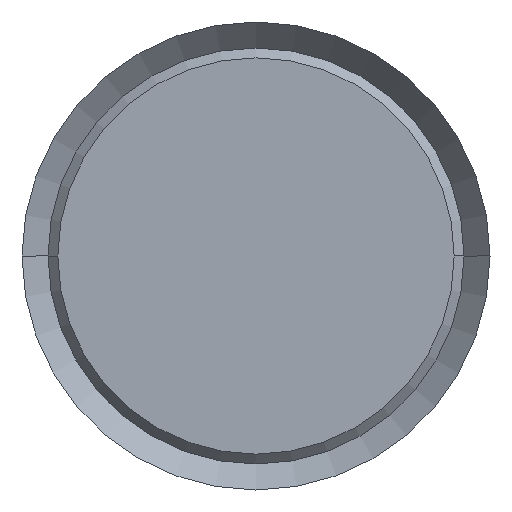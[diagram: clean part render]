
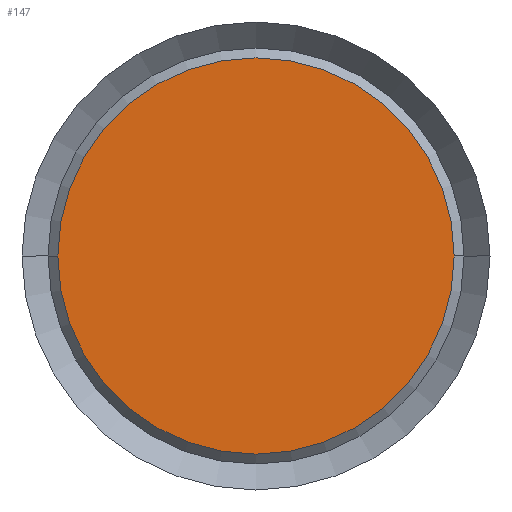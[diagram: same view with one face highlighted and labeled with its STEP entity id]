
A CAD part, left-side view. The second image highlights one B-rep face of the part: STEP entity #147.
In plain terms, the highlighted planar face has unit normal (-1, 0, 0).
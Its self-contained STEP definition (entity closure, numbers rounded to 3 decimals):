
#22 = CARTESIAN_POINT ( 'NONE',  ( -49.8, 0., 0. ) ) ;
#43 = EDGE_CURVE ( 'NONE', #410, #220, #293, .T. ) ;
#56 = ORIENTED_EDGE ( 'NONE', *, *, #43, .F. ) ;
#69 = ORIENTED_EDGE ( 'NONE', *, *, #212, .F. ) ;
#97 = CARTESIAN_POINT ( 'NONE',  ( -49.8, 0., 0. ) ) ;
#99 = DIRECTION ( 'NONE',  ( 0., -1., 0. ) ) ;
#102 = CARTESIAN_POINT ( 'NONE',  ( -49.8, -6.05, 0. ) ) ;
#147 = ADVANCED_FACE ( 'NONE', ( #406 ), #191, .T. ) ;
#151 = AXIS2_PLACEMENT_3D ( 'NONE', #162, #387, #196 ) ;
#162 = CARTESIAN_POINT ( 'NONE',  ( -49.8, 0., 0. ) ) ;
#191 = PLANE ( 'NONE',  #204 ) ;
#196 = DIRECTION ( 'NONE',  ( 0., 1., 0. ) ) ;
#204 = AXIS2_PLACEMENT_3D ( 'NONE', #97, #294, #99 ) ;
#212 = EDGE_CURVE ( 'NONE', #220, #410, #408, .T. ) ;
#215 = DIRECTION ( 'NONE',  ( 1., 0., 0. ) ) ;
#220 = VERTEX_POINT ( 'NONE', #102 ) ;
#248 = EDGE_LOOP ( 'NONE', ( #56, #69 ) ) ;
#276 = CARTESIAN_POINT ( 'NONE',  ( -49.8, 6.05, 0. ) ) ;
#293 = CIRCLE ( 'NONE', #379, 6.05 ) ;
#294 = DIRECTION ( 'NONE',  ( -1., 0., 0. ) ) ;
#373 = DIRECTION ( 'NONE',  ( 0., 1., 0. ) ) ;
#379 = AXIS2_PLACEMENT_3D ( 'NONE', #22, #215, #373 ) ;
#387 = DIRECTION ( 'NONE',  ( 1., 0., 0. ) ) ;
#406 = FACE_OUTER_BOUND ( 'NONE', #248, .T. ) ;
#408 = CIRCLE ( 'NONE', #151, 6.05 ) ;
#410 = VERTEX_POINT ( 'NONE', #276 ) ;
